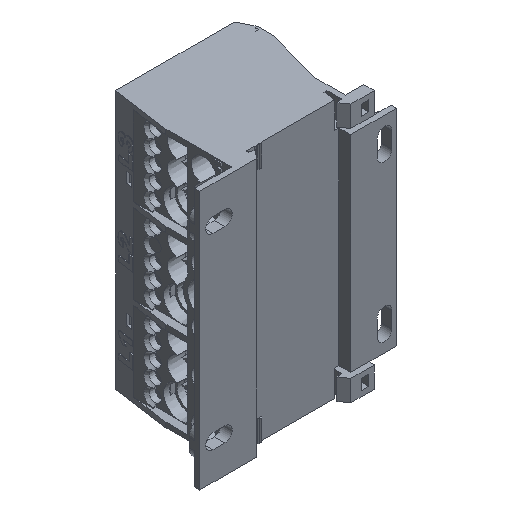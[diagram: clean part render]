
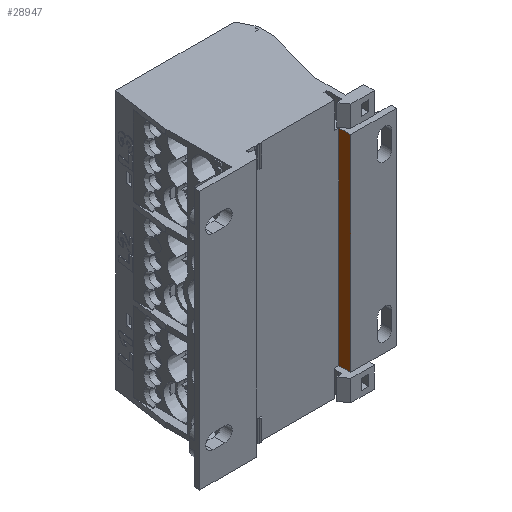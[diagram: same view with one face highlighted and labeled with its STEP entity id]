
A CAD part, isometric view. The second image highlights one B-rep face of the part: STEP entity #28947.
In plain terms, the highlighted planar face has unit normal (-1, 0, 0).
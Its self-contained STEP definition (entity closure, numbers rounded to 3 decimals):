
#12195 = PLANE('',#12196);
#12196 = AXIS2_PLACEMENT_3D('',#12197,#12198,#12199);
#12197 = CARTESIAN_POINT('',(-19.255,0.5,102.9));
#12198 = DIRECTION('',(0.,-1.,0.));
#12199 = DIRECTION('',(0.,0.,-1.));
#12303 = PLANE('',#12304);
#12304 = AXIS2_PLACEMENT_3D('',#12305,#12306,#12307);
#12305 = CARTESIAN_POINT('',(15.053,34.85,10.));
#12306 = DIRECTION('',(0.,0.,-1.));
#12307 = DIRECTION('',(0.,1.,0.));
#12362 = PLANE('',#12363);
#12363 = AXIS2_PLACEMENT_3D('',#12364,#12365,#12366);
#12364 = CARTESIAN_POINT('',(15.053,34.85,88.));
#12365 = DIRECTION('',(0.,0.,-1.));
#12366 = DIRECTION('',(0.,1.,0.));
#14311 = VERTEX_POINT('',#14312);
#14312 = CARTESIAN_POINT('',(17.6,-4.,10.));
#14326 = PLANE('',#14327);
#14327 = AXIS2_PLACEMENT_3D('',#14328,#14329,#14330);
#14328 = CARTESIAN_POINT('',(16.733,-4.,91.9));
#14329 = DIRECTION('',(0.,-1.,0.));
#14330 = DIRECTION('',(0.,0.,-1.));
#14338 = EDGE_CURVE('',#14339,#14311,#14341,.T.);
#14339 = VERTEX_POINT('',#14340);
#14340 = CARTESIAN_POINT('',(17.6,0.5,10.));
#14341 = SURFACE_CURVE('',#14342,(#14346,#14353),.PCURVE_S1.);
#14342 = LINE('',#14343,#14344);
#14343 = CARTESIAN_POINT('',(17.6,0.5,10.));
#14344 = VECTOR('',#14345,1.);
#14345 = DIRECTION('',(0.,-1.,0.));
#14346 = PCURVE('',#12303,#14347);
#14347 = DEFINITIONAL_REPRESENTATION('',(#14348),#14352);
#14348 = LINE('',#14349,#14350);
#14349 = CARTESIAN_POINT('',(-34.35,2.548));
#14350 = VECTOR('',#14351,1.);
#14351 = DIRECTION('',(-1.,0.));
#14352 = ( GEOMETRIC_REPRESENTATION_CONTEXT(2) 
PARAMETRIC_REPRESENTATION_CONTEXT() REPRESENTATION_CONTEXT('2D SPACE',''
  ) );
#14353 = PCURVE('',#14354,#14359);
#14354 = PLANE('',#14355);
#14355 = AXIS2_PLACEMENT_3D('',#14356,#14357,#14358);
#14356 = CARTESIAN_POINT('',(17.6,0.725,6.1));
#14357 = DIRECTION('',(1.,0.,0.));
#14358 = DIRECTION('',(0.,-1.,0.));
#14359 = DEFINITIONAL_REPRESENTATION('',(#14360),#14364);
#14360 = LINE('',#14361,#14362);
#14361 = CARTESIAN_POINT('',(0.225,-3.9));
#14362 = VECTOR('',#14363,1.);
#14363 = DIRECTION('',(1.,0.));
#14364 = ( GEOMETRIC_REPRESENTATION_CONTEXT(2) 
PARAMETRIC_REPRESENTATION_CONTEXT() REPRESENTATION_CONTEXT('2D SPACE',''
  ) );
#17873 = VERTEX_POINT('',#17874);
#17874 = CARTESIAN_POINT('',(17.6,0.5,88.));
#17895 = EDGE_CURVE('',#17873,#17896,#17898,.T.);
#17896 = VERTEX_POINT('',#17897);
#17897 = CARTESIAN_POINT('',(17.6,-4.,88.));
#17898 = SURFACE_CURVE('',#17899,(#17903,#17910),.PCURVE_S1.);
#17899 = LINE('',#17900,#17901);
#17900 = CARTESIAN_POINT('',(17.6,0.5,88.));
#17901 = VECTOR('',#17902,1.);
#17902 = DIRECTION('',(0.,-1.,0.));
#17903 = PCURVE('',#12362,#17904);
#17904 = DEFINITIONAL_REPRESENTATION('',(#17905),#17909);
#17905 = LINE('',#17906,#17907);
#17906 = CARTESIAN_POINT('',(-34.35,2.548));
#17907 = VECTOR('',#17908,1.);
#17908 = DIRECTION('',(-1.,0.));
#17909 = ( GEOMETRIC_REPRESENTATION_CONTEXT(2) 
PARAMETRIC_REPRESENTATION_CONTEXT() REPRESENTATION_CONTEXT('2D SPACE',''
  ) );
#17910 = PCURVE('',#14354,#17911);
#17911 = DEFINITIONAL_REPRESENTATION('',(#17912),#17916);
#17912 = LINE('',#17913,#17914);
#17913 = CARTESIAN_POINT('',(0.225,-81.9));
#17914 = VECTOR('',#17915,1.);
#17915 = DIRECTION('',(1.,0.));
#17916 = ( GEOMETRIC_REPRESENTATION_CONTEXT(2) 
PARAMETRIC_REPRESENTATION_CONTEXT() REPRESENTATION_CONTEXT('2D SPACE',''
  ) );
#28947 = ADVANCED_FACE('',(#28948),#14354,.F.);
#28948 = FACE_BOUND('',#28949,.T.);
#28949 = EDGE_LOOP('',(#28950,#28951,#28972,#28973));
#28950 = ORIENTED_EDGE('',*,*,#17895,.F.);
#28951 = ORIENTED_EDGE('',*,*,#28952,.F.);
#28952 = EDGE_CURVE('',#14339,#17873,#28953,.T.);
#28953 = SURFACE_CURVE('',#28954,(#28958,#28965),.PCURVE_S1.);
#28954 = LINE('',#28955,#28956);
#28955 = CARTESIAN_POINT('',(17.6,0.5,10.));
#28956 = VECTOR('',#28957,1.);
#28957 = DIRECTION('',(0.,0.,1.));
#28958 = PCURVE('',#14354,#28959);
#28959 = DEFINITIONAL_REPRESENTATION('',(#28960),#28964);
#28960 = LINE('',#28961,#28962);
#28961 = CARTESIAN_POINT('',(0.225,-3.9));
#28962 = VECTOR('',#28963,1.);
#28963 = DIRECTION('',(0.,-1.));
#28964 = ( GEOMETRIC_REPRESENTATION_CONTEXT(2) 
PARAMETRIC_REPRESENTATION_CONTEXT() REPRESENTATION_CONTEXT('2D SPACE',''
  ) );
#28965 = PCURVE('',#12195,#28966);
#28966 = DEFINITIONAL_REPRESENTATION('',(#28967),#28971);
#28967 = LINE('',#28968,#28969);
#28968 = CARTESIAN_POINT('',(92.9,36.855));
#28969 = VECTOR('',#28970,1.);
#28970 = DIRECTION('',(-1.,0.));
#28971 = ( GEOMETRIC_REPRESENTATION_CONTEXT(2) 
PARAMETRIC_REPRESENTATION_CONTEXT() REPRESENTATION_CONTEXT('2D SPACE',''
  ) );
#28972 = ORIENTED_EDGE('',*,*,#14338,.T.);
#28973 = ORIENTED_EDGE('',*,*,#28974,.T.);
#28974 = EDGE_CURVE('',#14311,#17896,#28975,.T.);
#28975 = SURFACE_CURVE('',#28976,(#28980,#28987),.PCURVE_S1.);
#28976 = LINE('',#28977,#28978);
#28977 = CARTESIAN_POINT('',(17.6,-4.,10.));
#28978 = VECTOR('',#28979,1.);
#28979 = DIRECTION('',(0.,0.,1.));
#28980 = PCURVE('',#14354,#28981);
#28981 = DEFINITIONAL_REPRESENTATION('',(#28982),#28986);
#28982 = LINE('',#28983,#28984);
#28983 = CARTESIAN_POINT('',(4.725,-3.9));
#28984 = VECTOR('',#28985,1.);
#28985 = DIRECTION('',(0.,-1.));
#28986 = ( GEOMETRIC_REPRESENTATION_CONTEXT(2) 
PARAMETRIC_REPRESENTATION_CONTEXT() REPRESENTATION_CONTEXT('2D SPACE',''
  ) );
#28987 = PCURVE('',#14326,#28988);
#28988 = DEFINITIONAL_REPRESENTATION('',(#28989),#28993);
#28989 = LINE('',#28990,#28991);
#28990 = CARTESIAN_POINT('',(81.9,0.868));
#28991 = VECTOR('',#28992,1.);
#28992 = DIRECTION('',(-1.,0.));
#28993 = ( GEOMETRIC_REPRESENTATION_CONTEXT(2) 
PARAMETRIC_REPRESENTATION_CONTEXT() REPRESENTATION_CONTEXT('2D SPACE',''
  ) );
